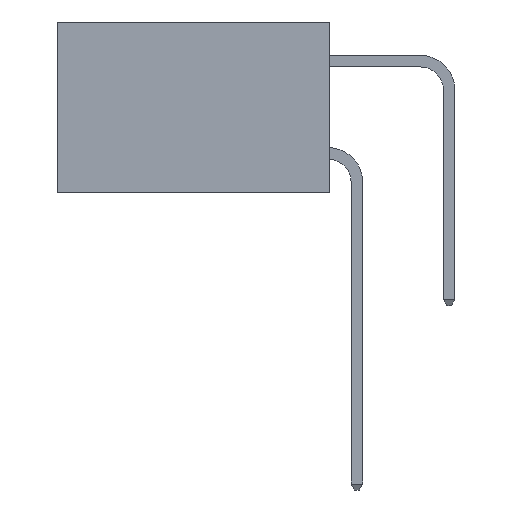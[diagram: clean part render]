
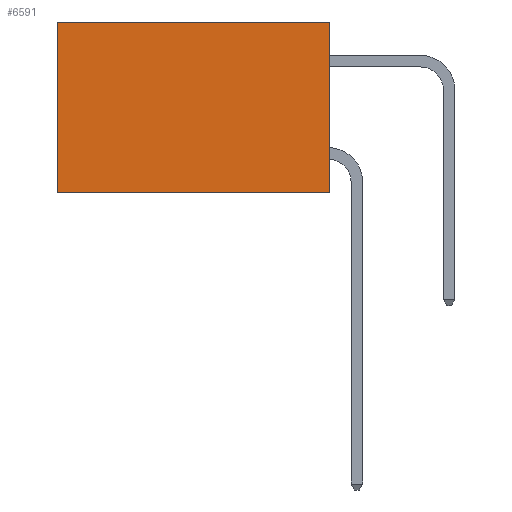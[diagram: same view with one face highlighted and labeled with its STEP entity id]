
A CAD part, left-side view. The second image highlights one B-rep face of the part: STEP entity #6591.
In plain terms, the highlighted planar face has unit normal (-1, 0, 0).
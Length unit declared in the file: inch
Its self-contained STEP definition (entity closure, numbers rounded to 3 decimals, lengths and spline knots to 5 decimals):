
#125 = DIRECTION ( 'NONE',  ( 0., 1., 0. ) ) ;
#381 = VECTOR ( 'NONE', #125, 39.37008 ) ;
#512 = CARTESIAN_POINT ( 'NONE',  ( 0.277, 0., 0. ) ) ;
#975 = VERTEX_POINT ( 'NONE', #6050 ) ;
#1253 = DIRECTION ( 'NONE',  ( 0., 1., 0. ) ) ;
#1381 = DIRECTION ( 'NONE',  ( 0., 0., -1. ) ) ;
#1391 = DIRECTION ( 'NONE',  ( 1., 0., 0. ) ) ;
#1446 = PLANE ( 'NONE',  #3742 ) ;
#1477 = CARTESIAN_POINT ( 'NONE',  ( 0.277, 0., -0.37 ) ) ;
#1851 = CARTESIAN_POINT ( 'NONE',  ( 0.277, 0.59, -0.37 ) ) ;
#1956 = VECTOR ( 'NONE', #1253, 39.37008 ) ;
#2045 = ORIENTED_EDGE ( 'NONE', *, *, #4003, .T. ) ;
#2220 = ORIENTED_EDGE ( 'NONE', *, *, #10767, .T. ) ;
#2330 = VERTEX_POINT ( 'NONE', #8497 ) ;
#3283 = FACE_OUTER_BOUND ( 'NONE', #11969, .T. ) ;
#3696 = CARTESIAN_POINT ( 'NONE',  ( 0.277, 0.59, -0.37 ) ) ;
#3742 = AXIS2_PLACEMENT_3D ( 'NONE', #1477, #1391, #1381 ) ;
#4003 = EDGE_CURVE ( 'NONE', #6247, #975, #8295, .T. ) ;
#4365 = DIRECTION ( 'NONE',  ( 0., 0., -1. ) ) ;
#4377 = CARTESIAN_POINT ( 'NONE',  ( 0.277, 0., -0.37 ) ) ;
#4695 = CARTESIAN_POINT ( 'NONE',  ( 0.277, 0., 0. ) ) ;
#4767 = LINE ( 'NONE', #5421, #1956 ) ;
#5421 = CARTESIAN_POINT ( 'NONE',  ( 0.277, 0., -0.37 ) ) ;
#6050 = CARTESIAN_POINT ( 'NONE',  ( 0.277, 0.59, 0. ) ) ;
#6247 = VERTEX_POINT ( 'NONE', #4695 ) ;
#6280 = EDGE_CURVE ( 'NONE', #6247, #2330, #9817, .T. ) ;
#6330 = VERTEX_POINT ( 'NONE', #3696 ) ;
#6591 = ADVANCED_FACE ( 'NONE', ( #3283 ), #1446, .F. ) ;
#7772 = VECTOR ( 'NONE', #11821, 39.37008 ) ;
#8295 = LINE ( 'NONE', #512, #381 ) ;
#8497 = CARTESIAN_POINT ( 'NONE',  ( 0.277, 0., -0.37 ) ) ;
#8683 = ORIENTED_EDGE ( 'NONE', *, *, #11043, .F. ) ;
#9586 = ORIENTED_EDGE ( 'NONE', *, *, #6280, .F. ) ;
#9804 = LINE ( 'NONE', #1851, #7772 ) ;
#9817 = LINE ( 'NONE', #4377, #12598 ) ;
#10767 = EDGE_CURVE ( 'NONE', #975, #6330, #9804, .T. ) ;
#11043 = EDGE_CURVE ( 'NONE', #2330, #6330, #4767, .T. ) ;
#11821 = DIRECTION ( 'NONE',  ( 0., 0., -1. ) ) ;
#11969 = EDGE_LOOP ( 'NONE', ( #2220, #8683, #9586, #2045 ) ) ;
#12598 = VECTOR ( 'NONE', #4365, 39.37008 ) ;
